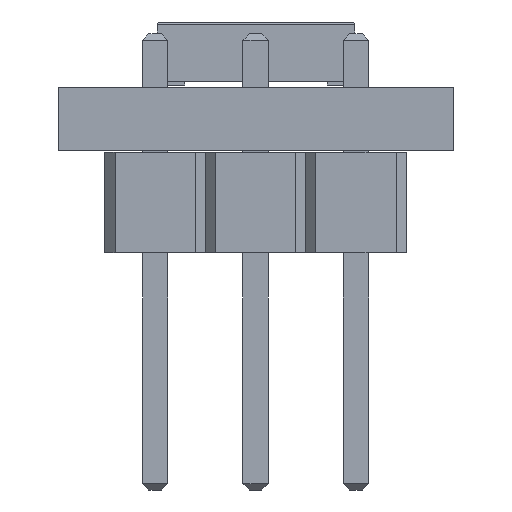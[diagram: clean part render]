
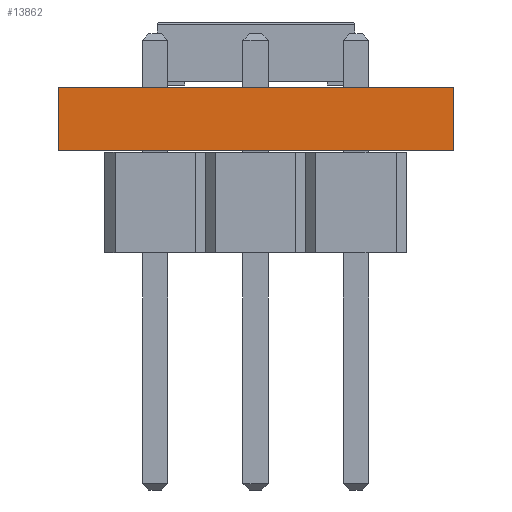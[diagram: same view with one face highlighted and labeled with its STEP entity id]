
A CAD part, front view. The second image highlights one B-rep face of the part: STEP entity #13862.
In plain terms, the highlighted planar face has unit normal (0, -1, 0).
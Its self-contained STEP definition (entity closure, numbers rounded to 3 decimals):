
#13746 = EDGE_CURVE('',#13747,#13749,#13751,.T.);
#13747 = VERTEX_POINT('',#13748);
#13748 = CARTESIAN_POINT('',(107.5,-121.5,0.));
#13749 = VERTEX_POINT('',#13750);
#13750 = CARTESIAN_POINT('',(107.5,-121.5,1.6));
#13751 = SURFACE_CURVE('',#13752,(#13756,#13768),.PCURVE_S1.);
#13752 = LINE('',#13753,#13754);
#13753 = CARTESIAN_POINT('',(107.5,-121.5,0.));
#13754 = VECTOR('',#13755,1.);
#13755 = DIRECTION('',(0.,0.,1.));
#13756 = PCURVE('',#13757,#13762);
#13757 = PLANE('',#13758);
#13758 = AXIS2_PLACEMENT_3D('',#13759,#13760,#13761);
#13759 = CARTESIAN_POINT('',(107.5,-121.5,0.));
#13760 = DIRECTION('',(-1.,0.,0.));
#13761 = DIRECTION('',(0.,1.,0.));
#13762 = DEFINITIONAL_REPRESENTATION('',(#13763),#13767);
#13763 = LINE('',#13764,#13765);
#13764 = CARTESIAN_POINT('',(0.,0.));
#13765 = VECTOR('',#13766,1.);
#13766 = DIRECTION('',(0.,-1.));
#13767 = ( GEOMETRIC_REPRESENTATION_CONTEXT(2) 
PARAMETRIC_REPRESENTATION_CONTEXT() REPRESENTATION_CONTEXT('2D SPACE',''
  ) );
#13768 = PCURVE('',#13769,#13774);
#13769 = PLANE('',#13770);
#13770 = AXIS2_PLACEMENT_3D('',#13771,#13772,#13773);
#13771 = CARTESIAN_POINT('',(97.5,-121.5,0.));
#13772 = DIRECTION('',(0.,1.,0.));
#13773 = DIRECTION('',(1.,0.,0.));
#13774 = DEFINITIONAL_REPRESENTATION('',(#13775),#13779);
#13775 = LINE('',#13776,#13777);
#13776 = CARTESIAN_POINT('',(10.,0.));
#13777 = VECTOR('',#13778,1.);
#13778 = DIRECTION('',(0.,-1.));
#13779 = ( GEOMETRIC_REPRESENTATION_CONTEXT(2) 
PARAMETRIC_REPRESENTATION_CONTEXT() REPRESENTATION_CONTEXT('2D SPACE',''
  ) );
#13797 = PLANE('',#13798);
#13798 = AXIS2_PLACEMENT_3D('',#13799,#13800,#13801);
#13799 = CARTESIAN_POINT('',(102.5,-109.5,1.6));
#13800 = DIRECTION('',(0.,0.,1.));
#13801 = DIRECTION('',(1.,0.,-0.));
#13851 = PLANE('',#13852);
#13852 = AXIS2_PLACEMENT_3D('',#13853,#13854,#13855);
#13853 = CARTESIAN_POINT('',(102.5,-109.5,0.));
#13854 = DIRECTION('',(0.,0.,1.));
#13855 = DIRECTION('',(1.,0.,-0.));
#13862 = ADVANCED_FACE('',(#13863),#13769,.F.);
#13863 = FACE_BOUND('',#13864,.F.);
#13864 = EDGE_LOOP('',(#13865,#13895,#13916,#13917));
#13865 = ORIENTED_EDGE('',*,*,#13866,.T.);
#13866 = EDGE_CURVE('',#13867,#13869,#13871,.T.);
#13867 = VERTEX_POINT('',#13868);
#13868 = CARTESIAN_POINT('',(97.5,-121.5,0.));
#13869 = VERTEX_POINT('',#13870);
#13870 = CARTESIAN_POINT('',(97.5,-121.5,1.6));
#13871 = SURFACE_CURVE('',#13872,(#13876,#13883),.PCURVE_S1.);
#13872 = LINE('',#13873,#13874);
#13873 = CARTESIAN_POINT('',(97.5,-121.5,0.));
#13874 = VECTOR('',#13875,1.);
#13875 = DIRECTION('',(0.,0.,1.));
#13876 = PCURVE('',#13769,#13877);
#13877 = DEFINITIONAL_REPRESENTATION('',(#13878),#13882);
#13878 = LINE('',#13879,#13880);
#13879 = CARTESIAN_POINT('',(0.,0.));
#13880 = VECTOR('',#13881,1.);
#13881 = DIRECTION('',(0.,-1.));
#13882 = ( GEOMETRIC_REPRESENTATION_CONTEXT(2) 
PARAMETRIC_REPRESENTATION_CONTEXT() REPRESENTATION_CONTEXT('2D SPACE',''
  ) );
#13883 = PCURVE('',#13884,#13889);
#13884 = PLANE('',#13885);
#13885 = AXIS2_PLACEMENT_3D('',#13886,#13887,#13888);
#13886 = CARTESIAN_POINT('',(97.5,-97.5,0.));
#13887 = DIRECTION('',(1.,0.,-0.));
#13888 = DIRECTION('',(0.,-1.,0.));
#13889 = DEFINITIONAL_REPRESENTATION('',(#13890),#13894);
#13890 = LINE('',#13891,#13892);
#13891 = CARTESIAN_POINT('',(24.,0.));
#13892 = VECTOR('',#13893,1.);
#13893 = DIRECTION('',(0.,-1.));
#13894 = ( GEOMETRIC_REPRESENTATION_CONTEXT(2) 
PARAMETRIC_REPRESENTATION_CONTEXT() REPRESENTATION_CONTEXT('2D SPACE',''
  ) );
#13895 = ORIENTED_EDGE('',*,*,#13896,.T.);
#13896 = EDGE_CURVE('',#13869,#13749,#13897,.T.);
#13897 = SURFACE_CURVE('',#13898,(#13902,#13909),.PCURVE_S1.);
#13898 = LINE('',#13899,#13900);
#13899 = CARTESIAN_POINT('',(97.5,-121.5,1.6));
#13900 = VECTOR('',#13901,1.);
#13901 = DIRECTION('',(1.,0.,0.));
#13902 = PCURVE('',#13769,#13903);
#13903 = DEFINITIONAL_REPRESENTATION('',(#13904),#13908);
#13904 = LINE('',#13905,#13906);
#13905 = CARTESIAN_POINT('',(0.,-1.6));
#13906 = VECTOR('',#13907,1.);
#13907 = DIRECTION('',(1.,0.));
#13908 = ( GEOMETRIC_REPRESENTATION_CONTEXT(2) 
PARAMETRIC_REPRESENTATION_CONTEXT() REPRESENTATION_CONTEXT('2D SPACE',''
  ) );
#13909 = PCURVE('',#13797,#13910);
#13910 = DEFINITIONAL_REPRESENTATION('',(#13911),#13915);
#13911 = LINE('',#13912,#13913);
#13912 = CARTESIAN_POINT('',(-5.,-12.));
#13913 = VECTOR('',#13914,1.);
#13914 = DIRECTION('',(1.,0.));
#13915 = ( GEOMETRIC_REPRESENTATION_CONTEXT(2) 
PARAMETRIC_REPRESENTATION_CONTEXT() REPRESENTATION_CONTEXT('2D SPACE',''
  ) );
#13916 = ORIENTED_EDGE('',*,*,#13746,.F.);
#13917 = ORIENTED_EDGE('',*,*,#13918,.F.);
#13918 = EDGE_CURVE('',#13867,#13747,#13919,.T.);
#13919 = SURFACE_CURVE('',#13920,(#13924,#13931),.PCURVE_S1.);
#13920 = LINE('',#13921,#13922);
#13921 = CARTESIAN_POINT('',(97.5,-121.5,0.));
#13922 = VECTOR('',#13923,1.);
#13923 = DIRECTION('',(1.,0.,0.));
#13924 = PCURVE('',#13769,#13925);
#13925 = DEFINITIONAL_REPRESENTATION('',(#13926),#13930);
#13926 = LINE('',#13927,#13928);
#13927 = CARTESIAN_POINT('',(0.,0.));
#13928 = VECTOR('',#13929,1.);
#13929 = DIRECTION('',(1.,0.));
#13930 = ( GEOMETRIC_REPRESENTATION_CONTEXT(2) 
PARAMETRIC_REPRESENTATION_CONTEXT() REPRESENTATION_CONTEXT('2D SPACE',''
  ) );
#13931 = PCURVE('',#13851,#13932);
#13932 = DEFINITIONAL_REPRESENTATION('',(#13933),#13937);
#13933 = LINE('',#13934,#13935);
#13934 = CARTESIAN_POINT('',(-5.,-12.));
#13935 = VECTOR('',#13936,1.);
#13936 = DIRECTION('',(1.,0.));
#13937 = ( GEOMETRIC_REPRESENTATION_CONTEXT(2) 
PARAMETRIC_REPRESENTATION_CONTEXT() REPRESENTATION_CONTEXT('2D SPACE',''
  ) );
